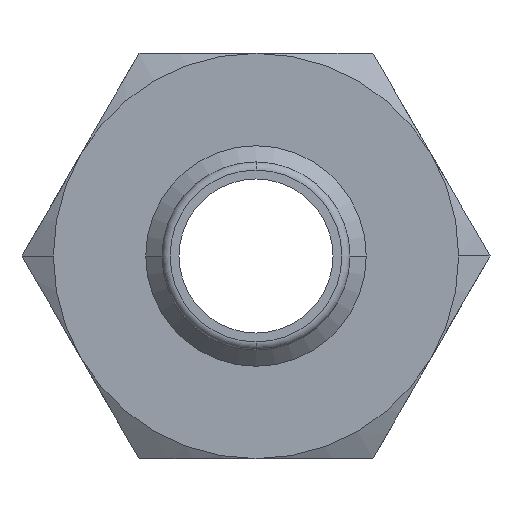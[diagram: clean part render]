
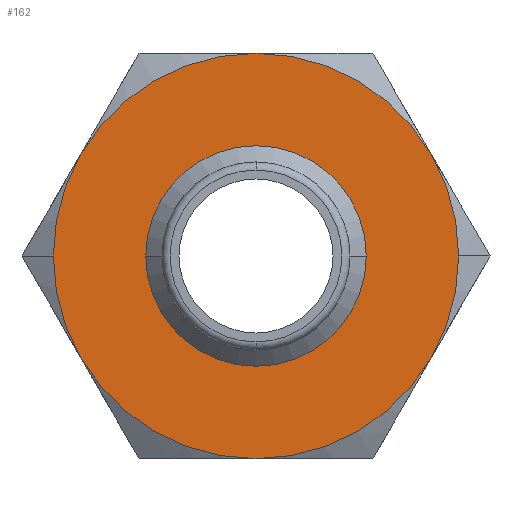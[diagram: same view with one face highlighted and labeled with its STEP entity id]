
A CAD part, front view. The second image highlights one B-rep face of the part: STEP entity #162.
In plain terms, the highlighted planar face has unit normal (0, -1, 0).
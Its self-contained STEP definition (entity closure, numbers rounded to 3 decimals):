
#162=ADVANCED_FACE('',(#323,#324),#325,.T.);
#323=FACE_OUTER_BOUND('',#478,.T.);
#324=FACE_BOUND('',#479,.T.);
#325=PLANE('',#480);
#478=EDGE_LOOP('',(#857,#858,#859,#860,#861,#862,#863,#864));
#479=EDGE_LOOP('',(#865,#866));
#480=AXIS2_PLACEMENT_3D('',#867,#868,#869);
#857=ORIENTED_EDGE('',*,*,#907,.F.);
#858=ORIENTED_EDGE('',*,*,#1020,.F.);
#859=ORIENTED_EDGE('',*,*,#902,.F.);
#860=ORIENTED_EDGE('',*,*,#1017,.F.);
#861=ORIENTED_EDGE('',*,*,#889,.F.);
#862=ORIENTED_EDGE('',*,*,#1032,.F.);
#863=ORIENTED_EDGE('',*,*,#1029,.F.);
#864=ORIENTED_EDGE('',*,*,#1013,.F.);
#865=ORIENTED_EDGE('',*,*,#986,.F.);
#866=ORIENTED_EDGE('',*,*,#970,.F.);
#867=CARTESIAN_POINT('',(12.5,34.0,0.0));
#868=DIRECTION('',(-0.0,-1.0,-0.0));
#869=DIRECTION('',(-1.0,0.0,0.0));
#889=EDGE_CURVE('',#1041,#1039,#1043,.T.);
#902=EDGE_CURVE('',#1064,#1066,#1067,.T.);
#907=EDGE_CURVE('',#1073,#1070,#1075,.T.);
#970=EDGE_CURVE('',#1172,#1174,#1175,.T.);
#986=EDGE_CURVE('',#1174,#1172,#1194,.T.);
#1013=EDGE_CURVE('',#1070,#1122,#1222,.T.);
#1017=EDGE_CURVE('',#1039,#1064,#1226,.T.);
#1020=EDGE_CURVE('',#1066,#1073,#1230,.T.);
#1029=EDGE_CURVE('',#1122,#1078,#1239,.T.);
#1032=EDGE_CURVE('',#1078,#1041,#1242,.T.);
#1039=VERTEX_POINT('',#1249);
#1041=VERTEX_POINT('',#1252);
#1043=CIRCLE('',#1265,25.0);
#1064=VERTEX_POINT('',#1290);
#1066=VERTEX_POINT('',#1303);
#1067=CIRCLE('',#1304,25.0);
#1070=VERTEX_POINT('',#1318);
#1073=VERTEX_POINT('',#1322);
#1075=CIRCLE('',#1335,25.0);
#1078=VERTEX_POINT('',#1338);
#1122=VERTEX_POINT('',#1432);
#1172=VERTEX_POINT('',#1586);
#1174=VERTEX_POINT('',#1589);
#1175=CIRCLE('',#1590,13.6);
#1194=CIRCLE('',#1626,13.6);
#1222=CIRCLE('',#1680,25.0);
#1226=CIRCLE('',#1684,25.0);
#1230=CIRCLE('',#1699,25.0);
#1239=CIRCLE('',#1732,25.0);
#1242=CIRCLE('',#1746,25.0);
#1249=CARTESIAN_POINT('',(-25.0,34.0,0.));
#1252=CARTESIAN_POINT('',(-21.651,34.0,-12.5));
#1265=AXIS2_PLACEMENT_3D('',#1752,#1753,#1754);
#1290=CARTESIAN_POINT('',(-21.651,34.0,12.5));
#1303=CARTESIAN_POINT('',(0.,34.0,25.0));
#1304=AXIS2_PLACEMENT_3D('',#1771,#1772,#1773);
#1318=CARTESIAN_POINT('',(25.0,34.0,0.));
#1322=CARTESIAN_POINT('',(21.651,34.0,12.5));
#1335=AXIS2_PLACEMENT_3D('',#1775,#1776,#1777);
#1338=CARTESIAN_POINT('',(0.0,34.0,-25.0));
#1432=CARTESIAN_POINT('',(21.651,34.0,-12.5));
#1586=CARTESIAN_POINT('',(13.6,34.0,0.));
#1589=CARTESIAN_POINT('',(-13.6,34.0,0.));
#1590=AXIS2_PLACEMENT_3D('',#1862,#1863,#1864);
#1626=AXIS2_PLACEMENT_3D('',#1883,#1884,#1885);
#1680=AXIS2_PLACEMENT_3D('',#1911,#1912,#1913);
#1684=AXIS2_PLACEMENT_3D('',#1914,#1915,#1916);
#1699=AXIS2_PLACEMENT_3D('',#1917,#1918,#1919);
#1732=AXIS2_PLACEMENT_3D('',#1922,#1923,#1924);
#1746=AXIS2_PLACEMENT_3D('',#1925,#1926,#1927);
#1752=CARTESIAN_POINT('',(0.0,34.0,0.0));
#1753=DIRECTION('',(-0.0,1.0,0.0));
#1754=DIRECTION('',(1.0,0.0,0.0));
#1771=CARTESIAN_POINT('',(0.0,34.0,0.0));
#1772=DIRECTION('',(-0.0,1.0,0.0));
#1773=DIRECTION('',(1.0,0.0,0.0));
#1775=CARTESIAN_POINT('',(0.0,34.0,0.0));
#1776=DIRECTION('',(-0.0,1.0,0.0));
#1777=DIRECTION('',(1.0,0.0,0.0));
#1862=CARTESIAN_POINT('',(0.0,34.0,0.0));
#1863=DIRECTION('',(0.0,-1.0,0.0));
#1864=DIRECTION('',(1.0,0.0,0.0));
#1883=CARTESIAN_POINT('',(0.0,34.0,0.0));
#1884=DIRECTION('',(0.0,-1.0,0.0));
#1885=DIRECTION('',(1.0,0.0,0.0));
#1911=CARTESIAN_POINT('',(0.0,34.0,0.0));
#1912=DIRECTION('',(-0.0,1.0,0.0));
#1913=DIRECTION('',(1.0,0.0,0.0));
#1914=CARTESIAN_POINT('',(0.0,34.0,0.0));
#1915=DIRECTION('',(-0.0,1.0,0.0));
#1916=DIRECTION('',(1.0,0.0,0.0));
#1917=CARTESIAN_POINT('',(0.0,34.0,0.0));
#1918=DIRECTION('',(-0.0,1.0,0.0));
#1919=DIRECTION('',(1.0,0.0,0.0));
#1922=CARTESIAN_POINT('',(0.0,34.0,0.0));
#1923=DIRECTION('',(-0.0,1.0,0.0));
#1924=DIRECTION('',(1.0,0.0,0.0));
#1925=CARTESIAN_POINT('',(0.0,34.0,0.0));
#1926=DIRECTION('',(-0.0,1.0,0.0));
#1927=DIRECTION('',(1.0,0.0,0.0));
